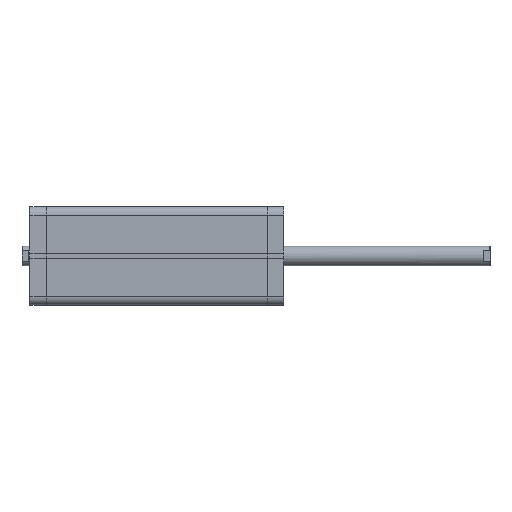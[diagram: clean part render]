
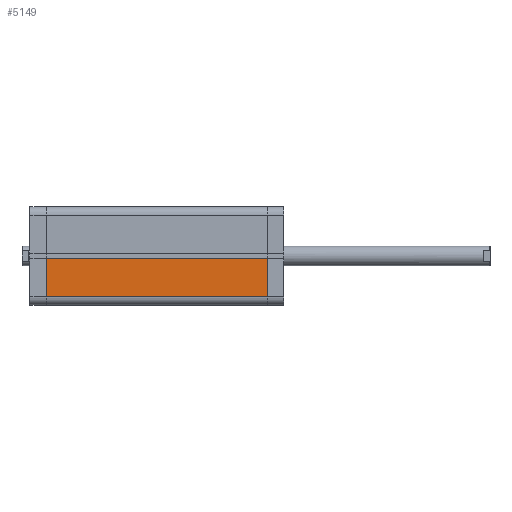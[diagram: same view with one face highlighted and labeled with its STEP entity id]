
A CAD part, front view. The second image highlights one B-rep face of the part: STEP entity #5149.
In plain terms, the highlighted face is planar.
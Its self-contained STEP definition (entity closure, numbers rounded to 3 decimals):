
#3 = EDGE_CURVE ( 'NONE', #5393, #5367, #1304, .T. ) ;
#50 = EDGE_CURVE ( 'NONE', #5361, #5370, #6805, .T. ) ;
#534 = AXIS2_PLACEMENT_3D ( 'NONE', #2571, #2574, #2575 ) ;
#1269 = VECTOR ( 'NONE', #5692, 1000. ) ;
#1304 = LINE ( 'NONE', #5685, #1269 ) ;
#1480 = EDGE_CURVE ( 'NONE', #5370, #5367, #2897, .T. ) ;
#1481 = EDGE_CURVE ( 'NONE', #5361, #5393, #2899, .T. ) ;
#1556 = CARTESIAN_POINT ( 'NONE',  ( 50., -2.6, 223.5 ) ) ;
#1557 = DIRECTION ( 'NONE',  ( 0., 1., 0. ) ) ;
#2402 = CARTESIAN_POINT ( 'NONE',  ( 50., -2.6, 223.5 ) ) ;
#2403 = DIRECTION ( 'NONE',  ( 0., 0., -1. ) ) ;
#2404 = CARTESIAN_POINT ( 'NONE',  ( 50., -41., 223.5 ) ) ;
#2405 = DIRECTION ( 'NONE',  ( 0., 0., -1. ) ) ;
#2571 = CARTESIAN_POINT ( 'NONE',  ( 50., -2.6, 223.5 ) ) ;
#2572 = PLANE ( 'NONE',  #534 ) ;
#2574 = DIRECTION ( 'NONE',  ( -1., 0., 0. ) ) ;
#2575 = DIRECTION ( 'NONE',  ( 0., -1., 0. ) ) ;
#2897 = LINE ( 'NONE', #2402, #2898 ) ;
#2898 = VECTOR ( 'NONE', #2403, 1000. ) ;
#2899 = LINE ( 'NONE', #2404, #2900 ) ;
#2900 = VECTOR ( 'NONE', #2405, 1000. ) ;
#2983 = FACE_OUTER_BOUND ( 'NONE', #6507, .T. ) ;
#4342 = CARTESIAN_POINT ( 'NONE',  ( 50., -41., 223.5 ) ) ;
#4349 = CARTESIAN_POINT ( 'NONE',  ( 50., -2.6, 0. ) ) ;
#4352 = CARTESIAN_POINT ( 'NONE',  ( 50., -2.6, 223.5 ) ) ;
#4375 = CARTESIAN_POINT ( 'NONE',  ( 50., -41., 0. ) ) ;
#5149 = ADVANCED_FACE ( 'NONE', ( #2983 ), #2572, .F. ) ;
#5361 = VERTEX_POINT ( 'NONE', #4342 ) ;
#5367 = VERTEX_POINT ( 'NONE', #4349 ) ;
#5370 = VERTEX_POINT ( 'NONE', #4352 ) ;
#5393 = VERTEX_POINT ( 'NONE', #4375 ) ;
#5685 = CARTESIAN_POINT ( 'NONE',  ( 50., -2.6, 0. ) ) ;
#5692 = DIRECTION ( 'NONE',  ( 0., 1., 0. ) ) ;
#6270 = ORIENTED_EDGE ( 'NONE', *, *, #1481, .T. ) ;
#6271 = ORIENTED_EDGE ( 'NONE', *, *, #50, .F. ) ;
#6272 = ORIENTED_EDGE ( 'NONE', *, *, #1480, .F. ) ;
#6273 = ORIENTED_EDGE ( 'NONE', *, *, #3, .T. ) ;
#6507 = EDGE_LOOP ( 'NONE', ( #6273, #6272, #6271, #6270 ) ) ;
#6805 = LINE ( 'NONE', #1556, #6806 ) ;
#6806 = VECTOR ( 'NONE', #1557, 1000. ) ;
